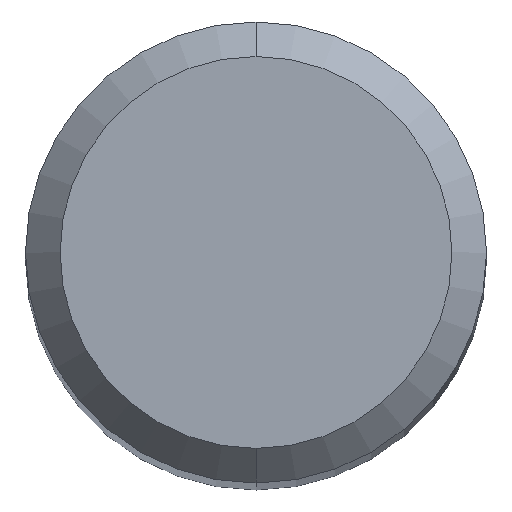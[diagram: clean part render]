
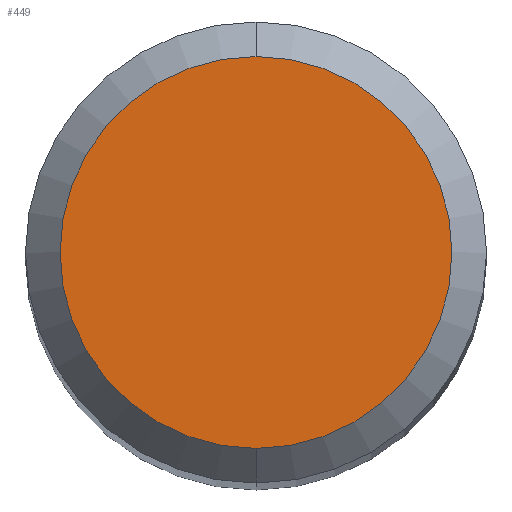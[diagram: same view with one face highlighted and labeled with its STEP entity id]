
A CAD part, top view. The second image highlights one B-rep face of the part: STEP entity #449.
In plain terms, the highlighted planar face has unit normal (0, 0, 1).
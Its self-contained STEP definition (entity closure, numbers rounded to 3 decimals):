
#241=VERTEX_POINT('',#564);
#323=EDGE_CURVE('',#241,#417,#655,.T.);
#365=EDGE_CURVE('',#417,#241,#700,.T.);
#417=VERTEX_POINT('',#760);
#449=ADVANCED_FACE('',(#794),#795,.T.);
#564=CARTESIAN_POINT('',(0.,-1.7,0.0));
#655=CIRCLE('',#1166,1.7);
#700=CIRCLE('',#1229,1.7);
#760=CARTESIAN_POINT('',(0.0,1.7,0.0));
#794=FACE_OUTER_BOUND('',#1440,.T.);
#795=PLANE('',#1441);
#1166=AXIS2_PLACEMENT_3D('',#1639,#1640,#1641);
#1229=AXIS2_PLACEMENT_3D('',#1686,#1687,#1688);
#1440=EDGE_LOOP('',(#1812,#1813));
#1441=AXIS2_PLACEMENT_3D('',#1814,#1815,#1816);
#1639=CARTESIAN_POINT('',(0.0,0.0,0.0));
#1640=DIRECTION('',(0.0,0.0,-1.0));
#1641=DIRECTION('',(0.0,1.0,0.0));
#1686=CARTESIAN_POINT('',(0.0,0.0,0.0));
#1687=DIRECTION('',(0.0,0.0,-1.0));
#1688=DIRECTION('',(0.0,1.0,0.0));
#1812=ORIENTED_EDGE('',*,*,#365,.F.);
#1813=ORIENTED_EDGE('',*,*,#323,.F.);
#1814=CARTESIAN_POINT('',(0.0,0.85,0.0));
#1815=DIRECTION('',(-0.0,0.0,1.0));
#1816=DIRECTION('',(0.0,-1.0,0.0));
